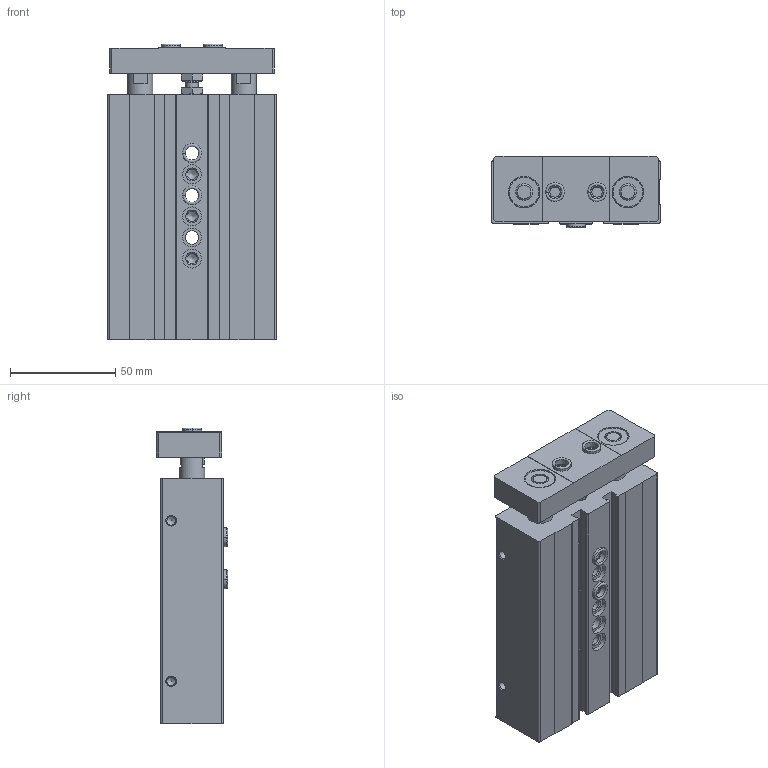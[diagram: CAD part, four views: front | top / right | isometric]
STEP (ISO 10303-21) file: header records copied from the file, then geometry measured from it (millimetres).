
FILE_DESCRIPTION(/* description */ ('STEP AP214'),/* implementation_level */ '2;1');
FILE_NAME(/* name */ '32702_DPZ-25-40-P-A',/* time_stamp */ '2024-08-21T00:22:28+02:00',/* author */ ('License CC BY-ND 4.0'),/* organization */ ('CADENAS'),/* preprocessor_version */ 'ST-DEVELOPER v19.3',/* originating_system */ 'PARTsolutions',/* authorisation */ ' ');
FILE_SCHEMA (('AUTOMOTIVE_DESIGN {1 0 10303 214 3 1 1}'));
Length unit declared in the file: millimetre
Products named in the file (6): 32702 DPZ-25-40-P-A---(asm_0); 32702 DPZ-25-40-P-A---(Z); 32702 DPZ-25-40-P-A---(K); 8137184 ZBH-9-B; DIN-439-B - M6(F); Hexagon bolt DIN 933 - M6x16
Assembly tree (8 placements, depth 2):
  32702 DPZ-25-40-P-A---(asm_0)
    32702 DPZ-25-40-P-A---(Z)
    32702 DPZ-25-40-P-A---(K)
    8137184 ZBH-9-B  x4
    DIN-439-B - M6(F)
    Hexagon bolt DIN 933 - M6x16
Bounding box: 80 x 33.8 x 140.4 mm (x, y, z)
Volume: 258783.6 mm3; surface area: 71963.9 mm2
Topology: 8 solids, 8 shells, 268 faces, 640 edges, 414 vertices
Faces by surface type: plane 124, cylinder 91, cone 44, torus 9
Full cylindrical faces by diameter (mm): 4.134 x8, 4.917 x8, 6 x1, 6.4 x3, 8 x2, 8.88 x1, 9 x8, 10.5 x3, 12 x5, 14 x2, 15 x2, 25 x4
Entity records: 7004 total; most frequent: CARTESIAN_POINT 1280, DIRECTION 1190, ORIENTED_EDGE 996, EDGE_CURVE 498, AXIS2_PLACEMENT_3D 467, FACE_BOUND 387, VERTEX_POINT 379, EDGE_LOOP 376
